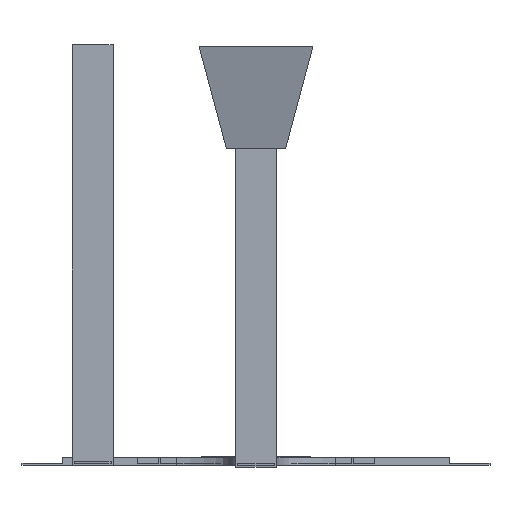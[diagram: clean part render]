
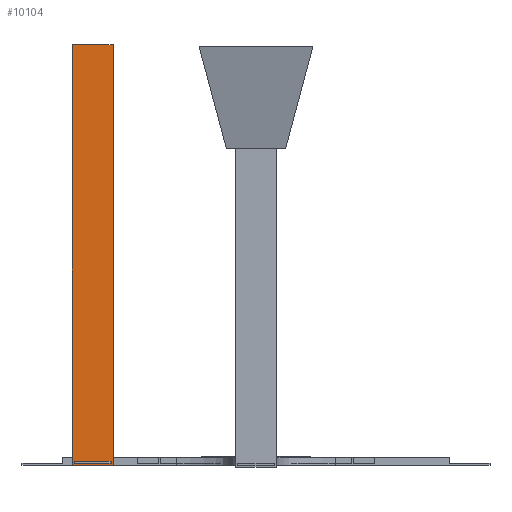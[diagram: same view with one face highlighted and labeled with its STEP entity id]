
A CAD part, front view. The second image highlights one B-rep face of the part: STEP entity #10104.
In plain terms, the highlighted planar face has unit normal (0, -1, 0).
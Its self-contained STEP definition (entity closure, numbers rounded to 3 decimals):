
#130=FACE_BOUND('',#1329,.T.);
#788=FACE_OUTER_BOUND('',#1328,.T.);
#1328=EDGE_LOOP('',(#9152,#9153,#9154,#9155));
#1329=EDGE_LOOP('',(#9156,#9157,#9158,#9159));
#2590=LINE('',#16240,#3874);
#2595=LINE('',#16251,#3879);
#2599=LINE('',#16259,#3883);
#2602=LINE('',#16265,#3886);
#2605=LINE('',#16270,#3889);
#2608=LINE('',#16276,#3892);
#2613=LINE('',#16285,#3897);
#2614=LINE('',#16287,#3898);
#3874=VECTOR('',#13343,10.);
#3879=VECTOR('',#13352,10.);
#3883=VECTOR('',#13358,10.);
#3886=VECTOR('',#13363,10.);
#3889=VECTOR('',#13368,10.);
#3892=VECTOR('',#13373,10.);
#3897=VECTOR('',#13382,10.);
#3898=VECTOR('',#13385,10.);
#4840=VERTEX_POINT('',#16237);
#4841=VERTEX_POINT('',#16239);
#4844=VERTEX_POINT('',#16249);
#4845=VERTEX_POINT('',#16250);
#4848=VERTEX_POINT('',#16258);
#4850=VERTEX_POINT('',#16264);
#4853=VERTEX_POINT('',#16274);
#4855=VERTEX_POINT('',#16283);
#6267=EDGE_CURVE('',#4840,#4841,#2590,.T.);
#6272=EDGE_CURVE('',#4844,#4845,#2595,.T.);
#6276=EDGE_CURVE('',#4848,#4844,#2599,.T.);
#6279=EDGE_CURVE('',#4850,#4848,#2602,.T.);
#6282=EDGE_CURVE('',#4845,#4850,#2605,.T.);
#6285=EDGE_CURVE('',#4853,#4840,#2608,.T.);
#6290=EDGE_CURVE('',#4855,#4841,#2613,.T.);
#6291=EDGE_CURVE('',#4853,#4855,#2614,.T.);
#9152=ORIENTED_EDGE('',*,*,#6291,.T.);
#9153=ORIENTED_EDGE('',*,*,#6290,.T.);
#9154=ORIENTED_EDGE('',*,*,#6267,.F.);
#9155=ORIENTED_EDGE('',*,*,#6285,.F.);
#9156=ORIENTED_EDGE('',*,*,#6272,.T.);
#9157=ORIENTED_EDGE('',*,*,#6282,.T.);
#9158=ORIENTED_EDGE('',*,*,#6279,.T.);
#9159=ORIENTED_EDGE('',*,*,#6276,.T.);
#9597=PLANE('',#10782);
#10104=ADVANCED_FACE('',(#788,#130),#9597,.T.);
#10782=AXIS2_PLACEMENT_3D('',#16286,#13383,#13384);
#13343=DIRECTION('',(1.,0.,0.));
#13352=DIRECTION('',(0.,0.,1.));
#13358=DIRECTION('',(-1.,0.,0.));
#13363=DIRECTION('',(0.,0.,-1.));
#13368=DIRECTION('',(1.,0.,0.));
#13373=DIRECTION('',(0.,0.,1.));
#13382=DIRECTION('',(0.,0.,1.));
#13383=DIRECTION('center_axis',(0.,-1.,0.));
#13384=DIRECTION('ref_axis',(1.,0.,0.));
#13385=DIRECTION('',(1.,0.,0.));
#16237=CARTESIAN_POINT('',(-90.,-126.,206.));
#16239=CARTESIAN_POINT('',(-70.,-126.,206.));
#16240=CARTESIAN_POINT('',(-70.,-126.,206.));
#16249=CARTESIAN_POINT('',(-89.,-126.,1.));
#16250=CARTESIAN_POINT('',(-89.,-126.,2.1));
#16251=CARTESIAN_POINT('',(-89.,-126.,0.5));
#16258=CARTESIAN_POINT('',(-71.,-126.,1.));
#16259=CARTESIAN_POINT('',(-80.5,-126.,1.));
#16264=CARTESIAN_POINT('',(-71.,-126.,2.1));
#16265=CARTESIAN_POINT('',(-71.,-126.,1.05));
#16270=CARTESIAN_POINT('',(-89.5,-126.,2.1));
#16274=CARTESIAN_POINT('',(-90.,-126.,0.));
#16276=CARTESIAN_POINT('',(-90.,-126.,0.));
#16283=CARTESIAN_POINT('',(-70.,-126.,0.));
#16285=CARTESIAN_POINT('',(-70.,-126.,0.));
#16286=CARTESIAN_POINT('Origin',(-90.,-126.,0.));
#16287=CARTESIAN_POINT('',(-90.,-126.,0.));
